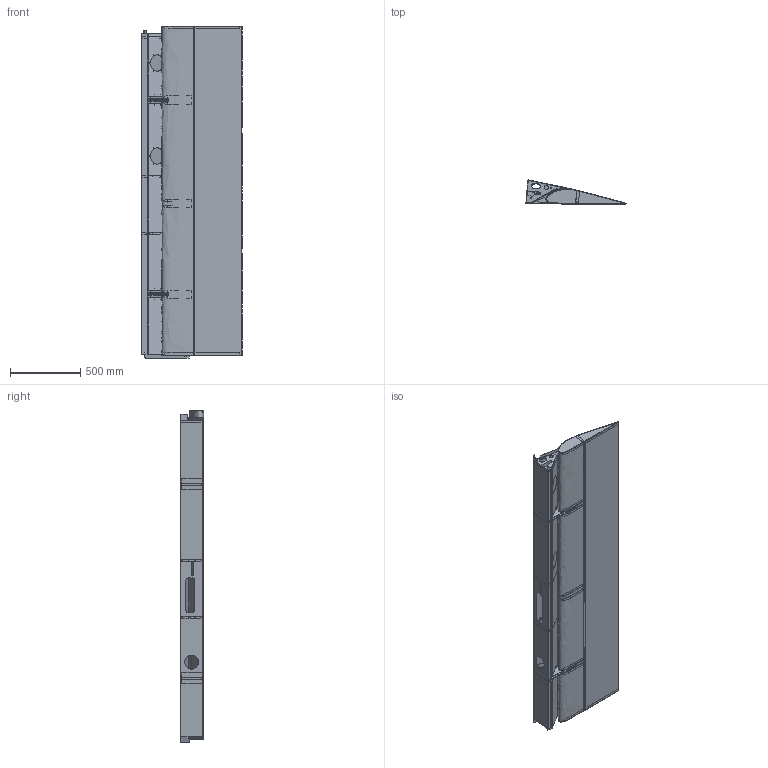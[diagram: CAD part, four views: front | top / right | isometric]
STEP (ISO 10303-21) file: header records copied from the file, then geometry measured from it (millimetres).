
FILE_DESCRIPTION(('FreeCAD Model'),'2;1');
FILE_NAME('Open CASCADE Shape Model','2025-04-26T23:24:55',('FreeCAD'),( 'FreeCAD'),'Open CASCADE STEP processor 7.6','FreeCAD','Unknown');
FILE_SCHEMA(('AUTOMOTIVE_DESIGN { 1 0 10303 214 1 1 1 1 }'));
Products named in the file (1): Open CASCADE STEP translator 7.6 1
Bounding box: 713.62 x 168.84 x 2367.96 mm (x, y, z)
Volume: 4206742.8 mm3; surface area: 11409364.6 mm2
Topology: 27 solids, 27 shells, 1227 faces, 3305 edges, 2128 vertices
Faces by surface type: bspline 1227
Entity records: 54005 total; most frequent: CARTESIAN_POINT 34321, ORIENTED_EDGE 6610, EDGE_CURVE 3305, VERTEX_POINT 2128, B_SPLINE_CURVE_WITH_KNOTS 2071, FACE_BOUND 1855, EDGE_LOOP 1855, ADVANCED_FACE 1227
